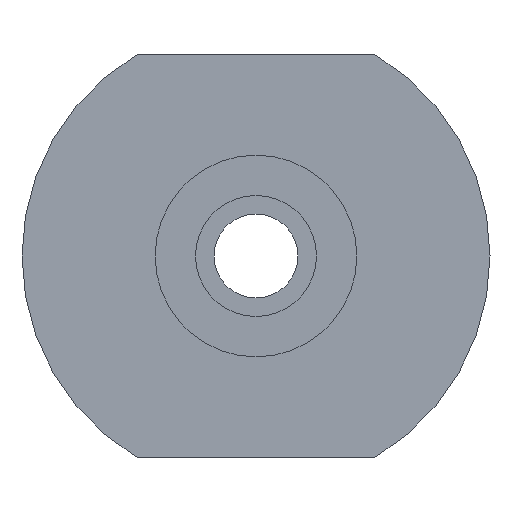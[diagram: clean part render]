
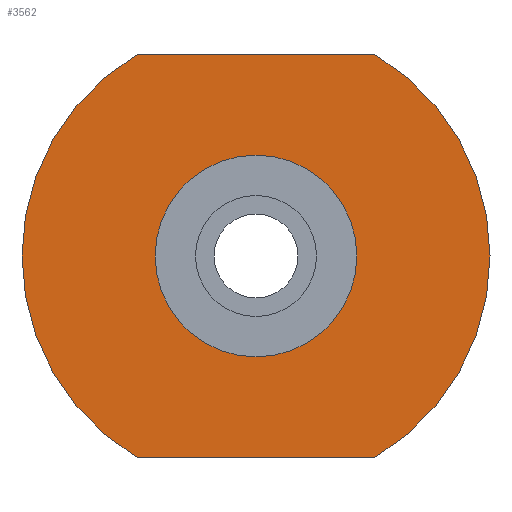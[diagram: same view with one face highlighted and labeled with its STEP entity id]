
A CAD part, front view. The second image highlights one B-rep face of the part: STEP entity #3562.
In plain terms, the highlighted planar face has unit normal (0, -1, 0).
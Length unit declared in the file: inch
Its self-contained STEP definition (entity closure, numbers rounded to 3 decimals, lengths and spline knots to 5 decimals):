
#148 = CARTESIAN_POINT ( 'NONE',  ( 0., 0., 0. ) ) ;
#312 = AXIS2_PLACEMENT_3D ( 'NONE', #2381, #3839, #546 ) ;
#375 = DIRECTION ( 'NONE',  ( -1., 0., 0. ) ) ;
#384 = ORIENTED_EDGE ( 'NONE', *, *, #4759, .F. ) ;
#390 = AXIS2_PLACEMENT_3D ( 'NONE', #3999, #4094, #375 ) ;
#428 = EDGE_CURVE ( 'NONE', #3590, #4529, #3881, .T. ) ;
#480 = CARTESIAN_POINT ( 'NONE',  ( -0.725, 0., 0. ) ) ;
#546 = DIRECTION ( 'NONE',  ( 0., 0., -1. ) ) ;
#649 = VERTEX_POINT ( 'NONE', #480 ) ;
#714 = CIRCLE ( 'NONE', #3333, 0.725 ) ;
#786 = ORIENTED_EDGE ( 'NONE', *, *, #3938, .F. ) ;
#904 = VERTEX_POINT ( 'NONE', #928 ) ;
#928 = CARTESIAN_POINT ( 'NONE',  ( 0., 0., 0.3125 ) ) ;
#1106 = VERTEX_POINT ( 'NONE', #3741 ) ;
#1243 = ORIENTED_EDGE ( 'NONE', *, *, #2390, .F. ) ;
#1343 = VECTOR ( 'NONE', #2936, 39.37008 ) ;
#1366 = EDGE_LOOP ( 'NONE', ( #2023, #3370 ) ) ;
#1369 = EDGE_CURVE ( 'NONE', #3590, #649, #2406, .T. ) ;
#1689 = DIRECTION ( 'NONE',  ( 1., 0., 0. ) ) ;
#1717 = EDGE_CURVE ( 'NONE', #904, #1106, #2645, .T. ) ;
#1874 = CIRCLE ( 'NONE', #3485, 0.725 ) ;
#1893 = DIRECTION ( 'NONE',  ( -1., 0., 0. ) ) ;
#1914 = DIRECTION ( 'NONE',  ( 0., 1., 0. ) ) ;
#2005 = CARTESIAN_POINT ( 'NONE',  ( 0., 0., 0. ) ) ;
#2023 = ORIENTED_EDGE ( 'NONE', *, *, #3447, .F. ) ;
#2270 = PLANE ( 'NONE',  #390 ) ;
#2381 = CARTESIAN_POINT ( 'NONE',  ( 0., 0., 0. ) ) ;
#2390 = EDGE_CURVE ( 'NONE', #4217, #4529, #1874, .T. ) ;
#2399 = VERTEX_POINT ( 'NONE', #3426 ) ;
#2406 = CIRCLE ( 'NONE', #4315, 0.725 ) ;
#2423 = LINE ( 'NONE', #2589, #1343 ) ;
#2481 = VECTOR ( 'NONE', #1689, 39.37008 ) ;
#2534 = ORIENTED_EDGE ( 'NONE', *, *, #1369, .F. ) ;
#2538 = CARTESIAN_POINT ( 'NONE',  ( 0., 0., 0. ) ) ;
#2550 = FACE_OUTER_BOUND ( 'NONE', #3516, .T. ) ;
#2589 = CARTESIAN_POINT ( 'NONE',  ( -0.36742, 0., 0.625 ) ) ;
#2645 = CIRCLE ( 'NONE', #312, 0.3125 ) ;
#2936 = DIRECTION ( 'NONE',  ( 1., 0., 0. ) ) ;
#2992 = ORIENTED_EDGE ( 'NONE', *, *, #428, .T. ) ;
#3028 = DIRECTION ( 'NONE',  ( 0., 0., -1. ) ) ;
#3091 = CARTESIAN_POINT ( 'NONE',  ( 0.36742, 0., -0.625 ) ) ;
#3244 = DIRECTION ( 'NONE',  ( 0., 1., 0. ) ) ;
#3333 = AXIS2_PLACEMENT_3D ( 'NONE', #2538, #3244, #3986 ) ;
#3350 = CARTESIAN_POINT ( 'NONE',  ( 0.36742, 0., 0.625 ) ) ;
#3370 = ORIENTED_EDGE ( 'NONE', *, *, #1717, .F. ) ;
#3397 = DIRECTION ( 'NONE',  ( 0., -1., 0. ) ) ;
#3426 = CARTESIAN_POINT ( 'NONE',  ( -0.36742, 0., 0.625 ) ) ;
#3447 = EDGE_CURVE ( 'NONE', #1106, #904, #4557, .T. ) ;
#3466 = DIRECTION ( 'NONE',  ( -1., 0., 0. ) ) ;
#3485 = AXIS2_PLACEMENT_3D ( 'NONE', #4423, #1914, #1893 ) ;
#3516 = EDGE_LOOP ( 'NONE', ( #2992, #1243, #384, #786, #2534 ) ) ;
#3562 = ADVANCED_FACE ( 'NONE', ( #4431, #2550 ), #2270, .F. ) ;
#3590 = VERTEX_POINT ( 'NONE', #4668 ) ;
#3741 = CARTESIAN_POINT ( 'NONE',  ( 0., 0., -0.3125 ) ) ;
#3839 = DIRECTION ( 'NONE',  ( 0., -1., 0. ) ) ;
#3881 = LINE ( 'NONE', #4566, #2481 ) ;
#3938 = EDGE_CURVE ( 'NONE', #649, #2399, #714, .T. ) ;
#3986 = DIRECTION ( 'NONE',  ( -1., 0., 0. ) ) ;
#3999 = CARTESIAN_POINT ( 'NONE',  ( 0., 0., 0. ) ) ;
#4091 = AXIS2_PLACEMENT_3D ( 'NONE', #148, #3397, #3028 ) ;
#4094 = DIRECTION ( 'NONE',  ( 0., 1., 0. ) ) ;
#4217 = VERTEX_POINT ( 'NONE', #3350 ) ;
#4247 = DIRECTION ( 'NONE',  ( 0., 1., 0. ) ) ;
#4315 = AXIS2_PLACEMENT_3D ( 'NONE', #2005, #4247, #3466 ) ;
#4423 = CARTESIAN_POINT ( 'NONE',  ( 0., 0., 0. ) ) ;
#4431 = FACE_BOUND ( 'NONE', #1366, .T. ) ;
#4529 = VERTEX_POINT ( 'NONE', #3091 ) ;
#4557 = CIRCLE ( 'NONE', #4091, 0.3125 ) ;
#4566 = CARTESIAN_POINT ( 'NONE',  ( -0.36742, 0., -0.625 ) ) ;
#4668 = CARTESIAN_POINT ( 'NONE',  ( -0.36742, 0., -0.625 ) ) ;
#4759 = EDGE_CURVE ( 'NONE', #2399, #4217, #2423, .T. ) ;
